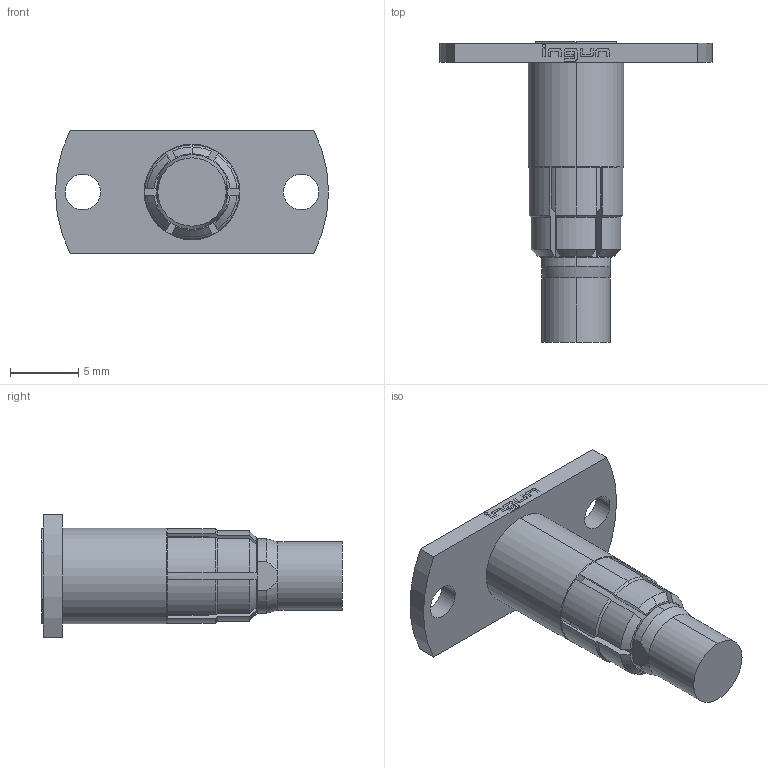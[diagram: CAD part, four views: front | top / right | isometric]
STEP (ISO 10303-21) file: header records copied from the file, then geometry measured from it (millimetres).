
FILE_DESCRIPTION (( 'STEP AP203' ), '1' );
FILE_NAME ('INGUN_HAS-810_220_740_F_M.STEP', '2022-05-09T06:05:50', ( 'ochi' ), ( '' ), 'SwSTEP 2.0', 'SolidWorks 2018', '' );
FILE_SCHEMA (( 'CONFIG_CONTROL_DESIGN' ));
Length unit declared in the file: millimetre
Products named in the file (1): INGUN_HAS-810_220_740_F_M
Bounding box: 20 x 22 x 9 mm (x, y, z)
Volume: 816.5 mm3; surface area: 1032.1 mm2
Topology: 1 solids, 1 shells, 173 faces, 480 edges, 312 vertices
Faces by surface type: plane 85, cylinder 63, cone 25
Entity records: 5711 total; most frequent: CARTESIAN_POINT 1102, ORIENTED_EDGE 960, DIRECTION 952, EDGE_CURVE 480, AXIS2_PLACEMENT_3D 338, VERTEX_POINT 312, LINE 276, VECTOR 276
